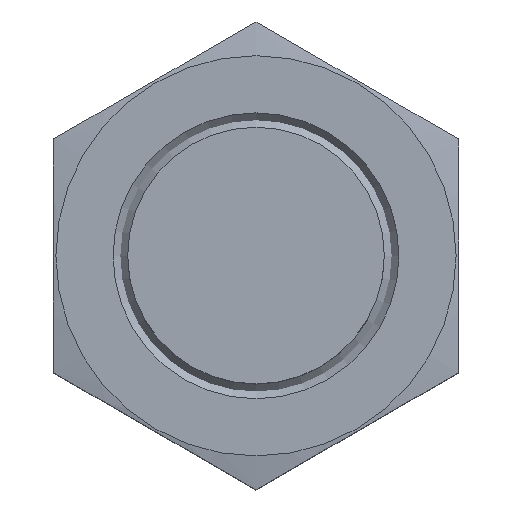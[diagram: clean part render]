
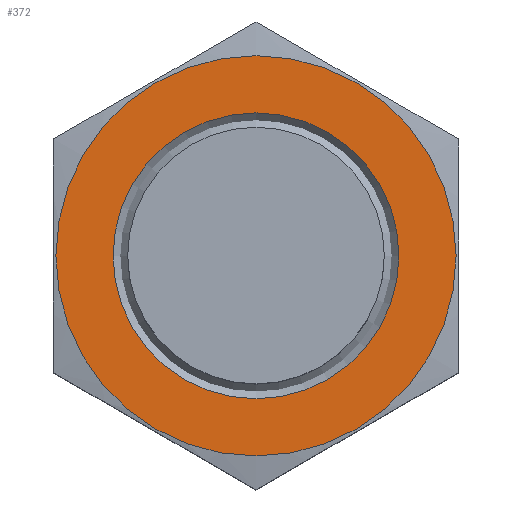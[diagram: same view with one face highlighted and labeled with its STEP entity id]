
A CAD part, top view. The second image highlights one B-rep face of the part: STEP entity #372.
In plain terms, the highlighted face is planar.
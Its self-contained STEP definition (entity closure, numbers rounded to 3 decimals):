
#101=ORIENTED_EDGE('',*,*,#156,.F.);
#102=ORIENTED_EDGE('',*,*,#149,.T.);
#149=EDGE_CURVE('',#181,#181,#201,.T.);
#156=EDGE_CURVE('',#188,#188,#202,.T.);
#181=VERTEX_POINT('',#589);
#188=VERTEX_POINT('',#628);
#201=CIRCLE('',#416,8.4);
#202=CIRCLE('',#418,6.);
#227=EDGE_LOOP('',(#101));
#228=EDGE_LOOP('',(#102));
#263=FACE_BOUND('',#227,.T.);
#264=FACE_BOUND('',#228,.T.);
#281=PLANE('',#417);
#372=ADVANCED_FACE('',(#263,#264),#281,.F.);
#416=AXIS2_PLACEMENT_3D('',#588,#480,#481);
#417=AXIS2_PLACEMENT_3D('',#626,#482,#483);
#418=AXIS2_PLACEMENT_3D('',#627,#484,#485);
#480=DIRECTION('',(1.,0.,0.));
#481=DIRECTION('',(0.,0.,-1.));
#482=DIRECTION('',(-1.,0.,0.));
#483=DIRECTION('',(0.,0.,1.));
#484=DIRECTION('',(1.,0.,0.));
#485=DIRECTION('',(0.,0.,-1.));
#588=CARTESIAN_POINT('',(4.,0.,0.));
#589=CARTESIAN_POINT('',(4.,0.,-8.4));
#626=CARTESIAN_POINT('',(4.,8.4,0.));
#627=CARTESIAN_POINT('',(4.,0.,0.));
#628=CARTESIAN_POINT('',(4.,0.,-6.));
